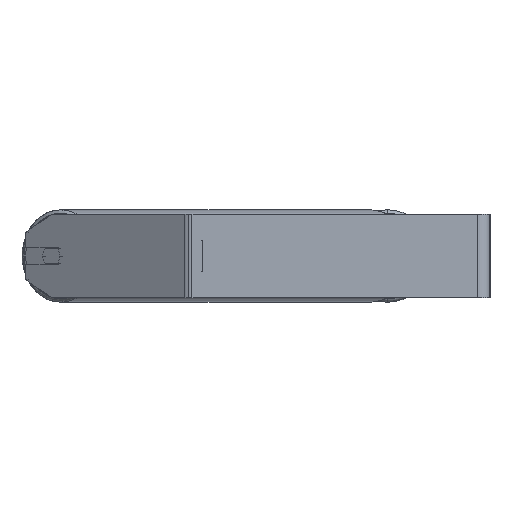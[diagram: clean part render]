
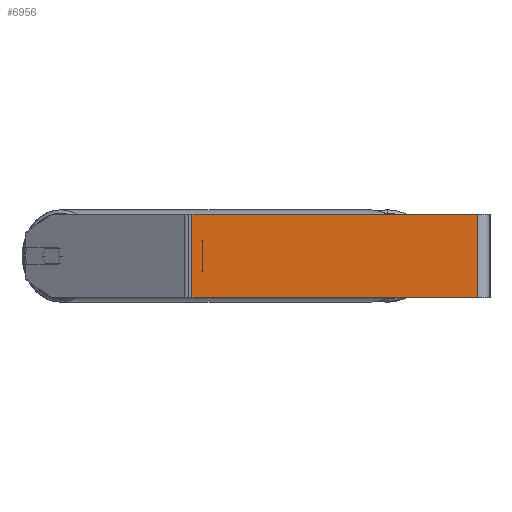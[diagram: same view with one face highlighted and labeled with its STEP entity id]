
A CAD part, left-side view. The second image highlights one B-rep face of the part: STEP entity #6956.
In plain terms, the highlighted planar face has unit normal (-1, 0, 0).
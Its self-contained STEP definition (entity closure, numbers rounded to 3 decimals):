
#92 = CARTESIAN_POINT ( 'NONE',  ( -840., 290.937, -40. ) ) ;
#120 = CARTESIAN_POINT ( 'NONE',  ( -840., 12., -40. ) ) ;
#215 = EDGE_LOOP ( 'NONE', ( #2433, #376, #7389, #1079 ) ) ;
#376 = ORIENTED_EDGE ( 'NONE', *, *, #871, .F. ) ;
#453 = VERTEX_POINT ( 'NONE', #120 ) ;
#684 = CARTESIAN_POINT ( 'NONE',  ( -840., 12., 40. ) ) ;
#734 = EDGE_CURVE ( 'NONE', #1830, #741, #2514, .T. ) ;
#741 = VERTEX_POINT ( 'NONE', #1090 ) ;
#871 = EDGE_CURVE ( 'NONE', #741, #453, #2065, .T. ) ;
#1079 = ORIENTED_EDGE ( 'NONE', *, *, #7012, .T. ) ;
#1090 = CARTESIAN_POINT ( 'NONE',  ( -840., 12., 40. ) ) ;
#1201 = DIRECTION ( 'NONE',  ( 1., 0., 0. ) ) ;
#1348 = VECTOR ( 'NONE', #8615, 1000. ) ;
#1822 = VECTOR ( 'NONE', #6474, 1000. ) ;
#1830 = VERTEX_POINT ( 'NONE', #6192 ) ;
#2065 = LINE ( 'NONE', #684, #6001 ) ;
#2433 = ORIENTED_EDGE ( 'NONE', *, *, #7774, .T. ) ;
#2514 = LINE ( 'NONE', #4459, #1348 ) ;
#3124 = FACE_OUTER_BOUND ( 'NONE', #215, .T. ) ;
#3661 = AXIS2_PLACEMENT_3D ( 'NONE', #7269, #1201, #5814 ) ;
#3786 = CARTESIAN_POINT ( 'NONE',  ( -840., 287.153, 40. ) ) ;
#4442 = LINE ( 'NONE', #3786, #1822 ) ;
#4459 = CARTESIAN_POINT ( 'NONE',  ( -840., 290.937, 40. ) ) ;
#5720 = CARTESIAN_POINT ( 'NONE',  ( -840., 287.153, -40. ) ) ;
#5814 = DIRECTION ( 'NONE',  ( 0., 0., -1. ) ) ;
#6001 = VECTOR ( 'NONE', #6127, 1000. ) ;
#6127 = DIRECTION ( 'NONE',  ( 0., 0., -1. ) ) ;
#6192 = CARTESIAN_POINT ( 'NONE',  ( -840., 287.153, 40. ) ) ;
#6329 = DIRECTION ( 'NONE',  ( 0., -1., 0. ) ) ;
#6474 = DIRECTION ( 'NONE',  ( 0., 0., -1. ) ) ;
#6597 = PLANE ( 'NONE',  #3661 ) ;
#6956 = ADVANCED_FACE ( 'NONE', ( #3124 ), #6597, .F. ) ;
#7012 = EDGE_CURVE ( 'NONE', #1830, #7528, #4442, .T. ) ;
#7063 = VECTOR ( 'NONE', #6329, 1000. ) ;
#7269 = CARTESIAN_POINT ( 'NONE',  ( -840., 290.937, 40. ) ) ;
#7389 = ORIENTED_EDGE ( 'NONE', *, *, #734, .F. ) ;
#7528 = VERTEX_POINT ( 'NONE', #5720 ) ;
#7529 = LINE ( 'NONE', #92, #7063 ) ;
#7774 = EDGE_CURVE ( 'NONE', #7528, #453, #7529, .T. ) ;
#8615 = DIRECTION ( 'NONE',  ( 0., -1., 0. ) ) ;
